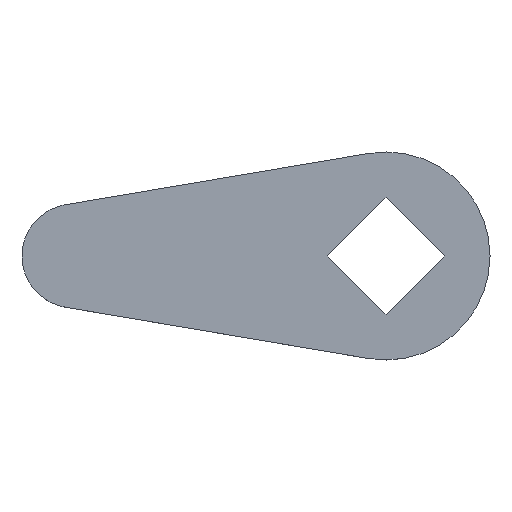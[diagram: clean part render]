
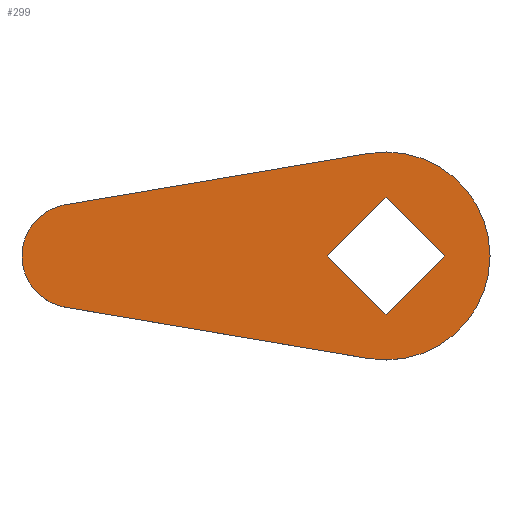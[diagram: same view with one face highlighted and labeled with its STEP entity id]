
A CAD part, top view. The second image highlights one B-rep face of the part: STEP entity #299.
In plain terms, the highlighted planar face has unit normal (0, 0, 1).
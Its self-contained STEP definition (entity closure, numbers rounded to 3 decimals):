
#4 = DIRECTION ( 'NONE',  ( 1., 0., 0. ) ) ;
#5 = DIRECTION ( 'NONE',  ( 0., 0., 1. ) ) ;
#6 = CARTESIAN_POINT ( 'NONE',  ( -30., 0., 1.5 ) ) ;
#7 = DIRECTION ( 'NONE',  ( 1., 0., 0. ) ) ;
#8 = DIRECTION ( 'NONE',  ( 0., 0., 1. ) ) ;
#9 = DIRECTION ( 'NONE',  ( -0.986, -0.167, 0. ) ) ;
#15 = FACE_BOUND ( 'NONE', #244, .T. ) ;
#16 = VECTOR ( 'NONE', #175, 1000. ) ;
#18 = VECTOR ( 'NONE', #87, 1000. ) ;
#20 = VECTOR ( 'NONE', #74, 1000. ) ;
#21 = AXIS2_PLACEMENT_3D ( 'NONE', #78, #79, #80 ) ;
#25 = VECTOR ( 'NONE', #97, 1000. ) ;
#36 = CARTESIAN_POINT ( 'NONE',  ( -1.667, 9.86, 1.5 ) ) ;
#37 = LINE ( 'NONE', #36, #122 ) ;
#43 = LINE ( 'NONE', #44, #137 ) ;
#44 = CARTESIAN_POINT ( 'NONE',  ( -30.833, -4.93, 1.5 ) ) ;
#45 = DIRECTION ( 'NONE',  ( 0.986, -0.167, 0. ) ) ;
#72 = LINE ( 'NONE', #73, #20 ) ;
#73 = CARTESIAN_POINT ( 'NONE',  ( -5.657, 0., 1.5 ) ) ;
#74 = DIRECTION ( 'NONE',  ( 0.707, -0.707, 0. ) ) ;
#77 = PLANE ( 'NONE',  #21 ) ;
#78 = CARTESIAN_POINT ( 'NONE',  ( 0., 0., 1.5 ) ) ;
#79 = DIRECTION ( 'NONE',  ( 0., 0., 1. ) ) ;
#80 = DIRECTION ( 'NONE',  ( 1., 0., 0. ) ) ;
#85 = LINE ( 'NONE', #86, #18 ) ;
#86 = CARTESIAN_POINT ( 'NONE',  ( 0., 5.657, 1.5 ) ) ;
#87 = DIRECTION ( 'NONE',  ( -0.707, -0.707, 0. ) ) ;
#95 = LINE ( 'NONE', #96, #25 ) ;
#96 = CARTESIAN_POINT ( 'NONE',  ( 0., -5.657, 1.5 ) ) ;
#97 = DIRECTION ( 'NONE',  ( 0.707, 0.707, 0. ) ) ;
#122 = VECTOR ( 'NONE', #9, 1000. ) ;
#126 = AXIS2_PLACEMENT_3D ( 'NONE', #396, #8, #7 ) ;
#135 = AXIS2_PLACEMENT_3D ( 'NONE', #6, #5, #4 ) ;
#136 = AXIS2_PLACEMENT_3D ( 'NONE', #406, #411, #398 ) ;
#137 = VECTOR ( 'NONE', #45, 1000. ) ;
#138 = FACE_OUTER_BOUND ( 'NONE', #242, .T. ) ;
#173 = LINE ( 'NONE', #174, #16 ) ;
#174 = CARTESIAN_POINT ( 'NONE',  ( 5.657, 0., 1.5 ) ) ;
#175 = DIRECTION ( 'NONE',  ( -0.707, 0.707, 0. ) ) ;
#200 = CARTESIAN_POINT ( 'NONE',  ( -30.833, -4.93, 1.5 ) ) ;
#202 = CARTESIAN_POINT ( 'NONE',  ( -35., 0., 1.5 ) ) ;
#203 = CARTESIAN_POINT ( 'NONE',  ( -1.667, 9.86, 1.5 ) ) ;
#205 = CARTESIAN_POINT ( 'NONE',  ( 0., -5.657, 1.5 ) ) ;
#207 = CARTESIAN_POINT ( 'NONE',  ( -30.833, 4.93, 1.5 ) ) ;
#210 = CARTESIAN_POINT ( 'NONE',  ( -5.657, 0., 1.5 ) ) ;
#211 = CARTESIAN_POINT ( 'NONE',  ( 5.657, 0., 1.5 ) ) ;
#212 = CARTESIAN_POINT ( 'NONE',  ( 0., 5.657, 1.5 ) ) ;
#214 = CARTESIAN_POINT ( 'NONE',  ( -1.667, -9.86, 1.5 ) ) ;
#242 = EDGE_LOOP ( 'NONE', ( #338, #340, #339, #341, #342 ) ) ;
#244 = EDGE_LOOP ( 'NONE', ( #343, #345, #344, #346 ) ) ;
#264 = EDGE_CURVE ( 'NONE', #351, #349, #297, .T. ) ;
#267 = EDGE_CURVE ( 'NONE', #352, #356, #37, .T. ) ;
#268 = EDGE_CURVE ( 'NONE', #363, #352, #312, .T. ) ;
#269 = EDGE_CURVE ( 'NONE', #356, #351, #276, .T. ) ;
#270 = EDGE_CURVE ( 'NONE', #349, #363, #43, .T. ) ;
#276 = CIRCLE ( 'NONE', #135, 5. ) ;
#293 = EDGE_CURVE ( 'NONE', #359, #354, #72, .T. ) ;
#297 = CIRCLE ( 'NONE', #136, 5. ) ;
#299 = ADVANCED_FACE ( 'NONE', ( #138, #15 ), #77, .T. ) ;
#301 = EDGE_CURVE ( 'NONE', #361, #359, #85, .T. ) ;
#304 = EDGE_CURVE ( 'NONE', #354, #360, #95, .T. ) ;
#312 = CIRCLE ( 'NONE', #126, 10. ) ;
#315 = EDGE_CURVE ( 'NONE', #360, #361, #173, .T. ) ;
#338 = ORIENTED_EDGE ( 'NONE', *, *, #268, .T. ) ;
#339 = ORIENTED_EDGE ( 'NONE', *, *, #269, .T. ) ;
#340 = ORIENTED_EDGE ( 'NONE', *, *, #267, .T. ) ;
#341 = ORIENTED_EDGE ( 'NONE', *, *, #264, .T. ) ;
#342 = ORIENTED_EDGE ( 'NONE', *, *, #270, .T. ) ;
#343 = ORIENTED_EDGE ( 'NONE', *, *, #315, .F. ) ;
#344 = ORIENTED_EDGE ( 'NONE', *, *, #293, .F. ) ;
#345 = ORIENTED_EDGE ( 'NONE', *, *, #304, .F. ) ;
#346 = ORIENTED_EDGE ( 'NONE', *, *, #301, .F. ) ;
#349 = VERTEX_POINT ( 'NONE', #200 ) ;
#351 = VERTEX_POINT ( 'NONE', #202 ) ;
#352 = VERTEX_POINT ( 'NONE', #203 ) ;
#354 = VERTEX_POINT ( 'NONE', #205 ) ;
#356 = VERTEX_POINT ( 'NONE', #207 ) ;
#359 = VERTEX_POINT ( 'NONE', #210 ) ;
#360 = VERTEX_POINT ( 'NONE', #211 ) ;
#361 = VERTEX_POINT ( 'NONE', #212 ) ;
#363 = VERTEX_POINT ( 'NONE', #214 ) ;
#396 = CARTESIAN_POINT ( 'NONE',  ( 0., 0., 1.5 ) ) ;
#398 = DIRECTION ( 'NONE',  ( 1., 0., 0. ) ) ;
#406 = CARTESIAN_POINT ( 'NONE',  ( -30., 0., 1.5 ) ) ;
#411 = DIRECTION ( 'NONE',  ( 0., 0., 1. ) ) ;
